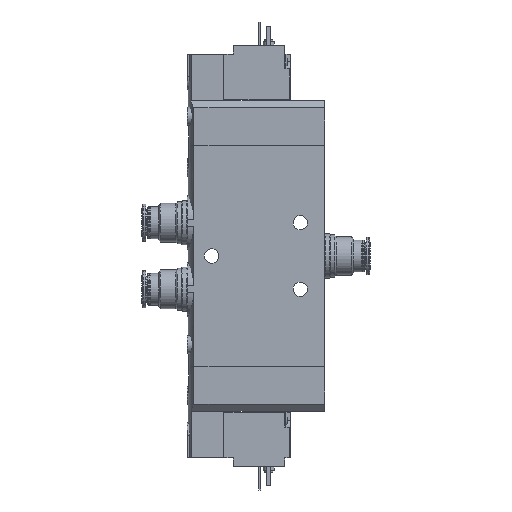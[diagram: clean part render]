
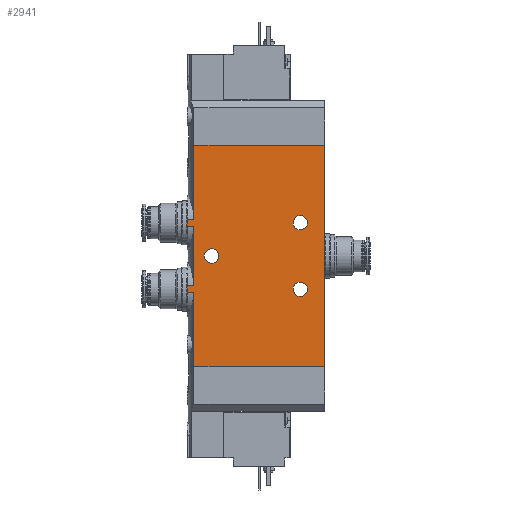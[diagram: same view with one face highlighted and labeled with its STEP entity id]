
A CAD part, left-side view. The second image highlights one B-rep face of the part: STEP entity #2941.
In plain terms, the highlighted face is planar.
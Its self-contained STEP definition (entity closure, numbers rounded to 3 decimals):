
#89=PLANE('',#3534);
#242=CIRCLE('',#3522,3.25);
#244=CIRCLE('',#3525,3.25);
#249=CIRCLE('',#3535,3.25);
#443=ORIENTED_EDGE('',*,*,#1202,.T.);
#444=ORIENTED_EDGE('',*,*,#1227,.T.);
#445=ORIENTED_EDGE('',*,*,#1218,.F.);
#446=ORIENTED_EDGE('',*,*,#1191,.T.);
#447=ORIENTED_EDGE('',*,*,#1204,.T.);
#448=ORIENTED_EDGE('',*,*,#1193,.T.);
#449=ORIENTED_EDGE('',*,*,#1222,.F.);
#450=ORIENTED_EDGE('',*,*,#1183,.T.);
#451=ORIENTED_EDGE('',*,*,#1207,.T.);
#452=ORIENTED_EDGE('',*,*,#1185,.T.);
#453=ORIENTED_EDGE('',*,*,#1214,.F.);
#454=ORIENTED_EDGE('',*,*,#1228,.F.);
#455=ORIENTED_EDGE('',*,*,#1212,.F.);
#456=ORIENTED_EDGE('',*,*,#1210,.F.);
#457=ORIENTED_EDGE('',*,*,#1229,.F.);
#1183=EDGE_CURVE('',#1586,#1585,#1873,.F.);
#1185=EDGE_CURVE('',#1587,#1588,#1874,.T.);
#1191=EDGE_CURVE('',#1594,#1593,#1877,.F.);
#1193=EDGE_CURVE('',#1595,#1596,#1878,.T.);
#1202=EDGE_CURVE('',#1605,#1604,#1882,.T.);
#1204=EDGE_CURVE('',#1593,#1595,#1884,.T.);
#1207=EDGE_CURVE('',#1585,#1587,#1886,.T.);
#1210=EDGE_CURVE('',#1608,#1608,#242,.F.);
#1212=EDGE_CURVE('',#1610,#1610,#244,.F.);
#1214=EDGE_CURVE('',#1612,#1588,#1888,.T.);
#1218=EDGE_CURVE('',#1594,#1615,#1890,.T.);
#1222=EDGE_CURVE('',#1586,#1596,#1892,.T.);
#1227=EDGE_CURVE('',#1604,#1615,#1896,.T.);
#1228=EDGE_CURVE('',#1605,#1612,#1897,.T.);
#1229=EDGE_CURVE('',#1619,#1619,#249,.F.);
#1585=VERTEX_POINT('',#4772);
#1586=VERTEX_POINT('',#4774);
#1587=VERTEX_POINT('',#4788);
#1588=VERTEX_POINT('',#4789);
#1593=VERTEX_POINT('',#4810);
#1594=VERTEX_POINT('',#4812);
#1595=VERTEX_POINT('',#4826);
#1596=VERTEX_POINT('',#4827);
#1604=VERTEX_POINT('',#4854);
#1605=VERTEX_POINT('',#4856);
#1608=VERTEX_POINT('',#4870);
#1610=VERTEX_POINT('',#4875);
#1612=VERTEX_POINT('',#4880);
#1615=VERTEX_POINT('',#4900);
#1619=VERTEX_POINT('',#4930);
#1873=LINE('',#4773,#2073);
#1874=LINE('',#4787,#2074);
#1877=LINE('',#4811,#2077);
#1878=LINE('',#4825,#2078);
#1882=LINE('',#4855,#2082);
#1884=LINE('',#4859,#2084);
#1886=LINE('',#4864,#2086);
#1888=LINE('',#4879,#2088);
#1890=LINE('',#4899,#2090);
#1892=LINE('',#4919,#2092);
#1896=LINE('',#4927,#2096);
#1897=LINE('',#4928,#2097);
#2073=VECTOR('',#3865,1000.);
#2074=VECTOR('',#3868,1000.);
#2077=VECTOR('',#3877,1000.);
#2078=VECTOR('',#3880,1000.);
#2082=VECTOR('',#3894,1000.);
#2084=VECTOR('',#3898,1000.);
#2086=VECTOR('',#3904,1000.);
#2088=VECTOR('',#3922,1000.);
#2090=VECTOR('',#3928,1000.);
#2092=VECTOR('',#3934,1000.);
#2096=VECTOR('',#3944,1000.);
#2097=VECTOR('',#3945,1000.);
#2297=EDGE_LOOP('',(#443,#444,#445,#446,#447,#448,#449,#450,#451,#452,#453,
#454));
#2298=EDGE_LOOP('',(#455));
#2299=EDGE_LOOP('',(#456));
#2300=EDGE_LOOP('',(#457));
#2588=FACE_BOUND('',#2297,.T.);
#2589=FACE_BOUND('',#2298,.T.);
#2590=FACE_BOUND('',#2299,.T.);
#2591=FACE_BOUND('',#2300,.T.);
#2941=ADVANCED_FACE('',(#2588,#2589,#2590,#2591),#89,.F.);
#3522=AXIS2_PLACEMENT_3D('',#4869,#3910,#3911);
#3525=AXIS2_PLACEMENT_3D('',#4874,#3916,#3917);
#3534=AXIS2_PLACEMENT_3D('',#4926,#3942,#3943);
#3535=AXIS2_PLACEMENT_3D('',#4929,#3946,#3947);
#3865=DIRECTION('',(0.,-1.,0.));
#3868=DIRECTION('',(0.,-1.,0.));
#3877=DIRECTION('',(0.,-1.,0.));
#3880=DIRECTION('',(0.,-1.,0.));
#3894=DIRECTION('',(-1.,0.,0.));
#3898=DIRECTION('',(1.,0.,0.));
#3904=DIRECTION('',(1.,0.,0.));
#3910=DIRECTION('',(0.,0.,1.));
#3911=DIRECTION('',(1.,0.,0.));
#3916=DIRECTION('',(0.,0.,1.));
#3917=DIRECTION('',(1.,0.,0.));
#3922=DIRECTION('',(-1.,0.,0.));
#3928=DIRECTION('',(-1.,0.,0.));
#3934=DIRECTION('',(-1.,0.,0.));
#3942=DIRECTION('',(0.,0.,1.));
#3943=DIRECTION('',(1.,0.,0.));
#3944=DIRECTION('',(0.,1.,0.));
#3945=DIRECTION('',(0.,1.,0.));
#3946=DIRECTION('',(0.,0.,1.));
#3947=DIRECTION('',(1.,0.,0.));
#4772=CARTESIAN_POINT('',(63.448,62.,-12.));
#4773=CARTESIAN_POINT('',(63.448,0.,-12.));
#4774=CARTESIAN_POINT('',(63.448,58.995,-12.));
#4787=CARTESIAN_POINT('',(66.552,0.,-12.));
#4788=CARTESIAN_POINT('',(66.552,62.,-12.));
#4789=CARTESIAN_POINT('',(66.552,58.995,-12.));
#4810=CARTESIAN_POINT('',(33.448,62.,-12.));
#4811=CARTESIAN_POINT('',(33.448,0.,-12.));
#4812=CARTESIAN_POINT('',(33.448,58.995,-12.));
#4825=CARTESIAN_POINT('',(36.552,0.,-12.));
#4826=CARTESIAN_POINT('',(36.552,62.,-12.));
#4827=CARTESIAN_POINT('',(36.552,58.995,-12.));
#4854=CARTESIAN_POINT('',(0.,0.,-12.));
#4855=CARTESIAN_POINT('',(100.,0.,-12.));
#4856=CARTESIAN_POINT('',(100.,0.,-12.));
#4859=CARTESIAN_POINT('',(35.,62.,-12.));
#4864=CARTESIAN_POINT('',(65.,62.,-12.));
#4869=CARTESIAN_POINT('',(35.,11.,-12.));
#4870=CARTESIAN_POINT('',(38.25,11.,-12.));
#4874=CARTESIAN_POINT('',(65.,11.,-12.));
#4875=CARTESIAN_POINT('',(68.25,11.,-12.));
#4879=CARTESIAN_POINT('',(100.,58.995,-12.));
#4880=CARTESIAN_POINT('',(100.,58.995,-12.));
#4899=CARTESIAN_POINT('',(100.,58.995,-12.));
#4900=CARTESIAN_POINT('',(0.,58.995,-12.));
#4919=CARTESIAN_POINT('',(100.,58.995,-12.));
#4926=CARTESIAN_POINT('',(100.,0.,-12.));
#4927=CARTESIAN_POINT('',(0.,0.,-12.));
#4928=CARTESIAN_POINT('',(100.,0.,-12.));
#4929=CARTESIAN_POINT('',(50.,51.,-12.));
#4930=CARTESIAN_POINT('',(53.25,51.,-12.));
